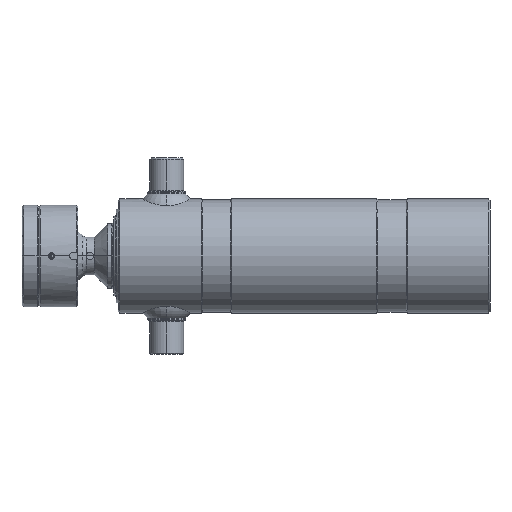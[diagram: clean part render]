
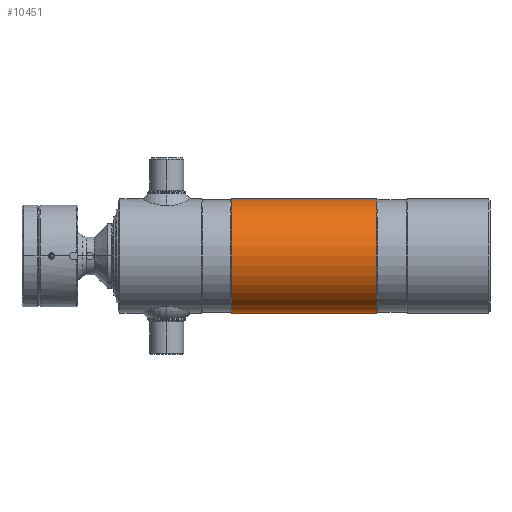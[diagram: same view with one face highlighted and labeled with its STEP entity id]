
A CAD part, left-side view. The second image highlights one B-rep face of the part: STEP entity #10451.
In plain terms, the highlighted cylindrical face has radius 75.75 mm (diameter 151.5 mm), a partial arc.
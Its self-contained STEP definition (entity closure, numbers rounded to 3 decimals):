
#305 = VERTEX_POINT ( 'NONE', #8825 ) ;
#352 = DIRECTION ( 'NONE',  ( 0., 1., 0. ) ) ;
#582 = DIRECTION ( 'NONE',  ( 0., 1., 0. ) ) ;
#680 = AXIS2_PLACEMENT_3D ( 'NONE', #6629, #9976, #4979 ) ;
#1019 = CIRCLE ( 'NONE', #680, 75.75 ) ;
#1049 = CARTESIAN_POINT ( 'NONE',  ( 0., 150., 75.75 ) ) ;
#1122 = AXIS2_PLACEMENT_3D ( 'NONE', #1578, #2353, #2517 ) ;
#1317 = ORIENTED_EDGE ( 'NONE', *, *, #4046, .T. ) ;
#1348 = VERTEX_POINT ( 'NONE', #1049 ) ;
#1578 = CARTESIAN_POINT ( 'NONE',  ( 0., 343., 0. ) ) ;
#2200 = ORIENTED_EDGE ( 'NONE', *, *, #5571, .F. ) ;
#2353 = DIRECTION ( 'NONE',  ( 0., 1., 0. ) ) ;
#2517 = DIRECTION ( 'NONE',  ( 0., 0., 1. ) ) ;
#2784 = CARTESIAN_POINT ( 'NONE',  ( 0., 150., -75.75 ) ) ;
#2845 = FACE_OUTER_BOUND ( 'NONE', #3576, .T. ) ;
#3174 = EDGE_CURVE ( 'NONE', #10476, #1348, #1019, .T. ) ;
#3238 = EDGE_CURVE ( 'NONE', #10476, #10129, #7630, .T. ) ;
#3272 = CARTESIAN_POINT ( 'NONE',  ( 0., 522.61, -75.75 ) ) ;
#3548 = ORIENTED_EDGE ( 'NONE', *, *, #3174, .T. ) ;
#3576 = EDGE_LOOP ( 'NONE', ( #7755, #3548, #1317, #2200 ) ) ;
#3933 = CARTESIAN_POINT ( 'NONE',  ( 0., 522.61, 75.75 ) ) ;
#4046 = EDGE_CURVE ( 'NONE', #1348, #305, #7098, .T. ) ;
#4161 = CARTESIAN_POINT ( 'NONE',  ( 0., 343., -75.75 ) ) ;
#4979 = DIRECTION ( 'NONE',  ( 0., 0., 1. ) ) ;
#5241 = VECTOR ( 'NONE', #582, 1000. ) ;
#5571 = EDGE_CURVE ( 'NONE', #10129, #305, #5851, .T. ) ;
#5851 = CIRCLE ( 'NONE', #1122, 75.75 ) ;
#5944 = DIRECTION ( 'NONE',  ( 0., 1., 0. ) ) ;
#6629 = CARTESIAN_POINT ( 'NONE',  ( 0., 150., 0. ) ) ;
#7035 = CYLINDRICAL_SURFACE ( 'NONE', #10457, 75.75 ) ;
#7098 = LINE ( 'NONE', #3933, #5241 ) ;
#7328 = VECTOR ( 'NONE', #5944, 1000. ) ;
#7630 = LINE ( 'NONE', #3272, #7328 ) ;
#7755 = ORIENTED_EDGE ( 'NONE', *, *, #3238, .F. ) ;
#8825 = CARTESIAN_POINT ( 'NONE',  ( 0., 343., 75.75 ) ) ;
#9303 = CARTESIAN_POINT ( 'NONE',  ( 0., 522.61, 0. ) ) ;
#9976 = DIRECTION ( 'NONE',  ( 0., 1., 0. ) ) ;
#10129 = VERTEX_POINT ( 'NONE', #4161 ) ;
#10259 = DIRECTION ( 'NONE',  ( 0., 0., 1. ) ) ;
#10451 = ADVANCED_FACE ( 'NONE', ( #2845 ), #7035, .T. ) ;
#10457 = AXIS2_PLACEMENT_3D ( 'NONE', #9303, #352, #10259 ) ;
#10476 = VERTEX_POINT ( 'NONE', #2784 ) ;
